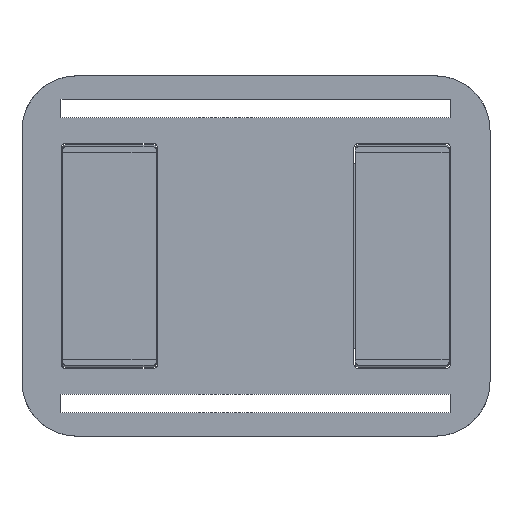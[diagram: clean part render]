
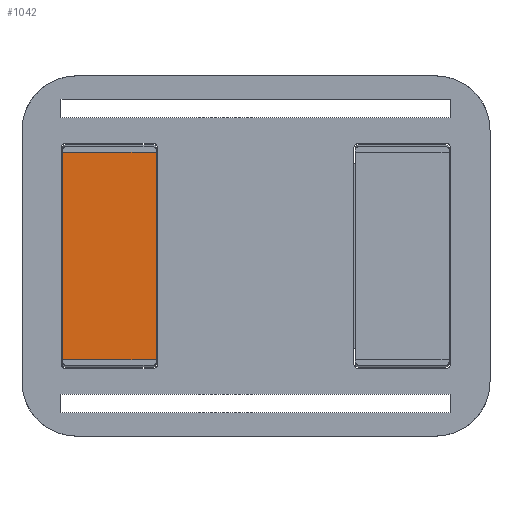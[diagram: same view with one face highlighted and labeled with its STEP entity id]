
A CAD part, front view. The second image highlights one B-rep face of the part: STEP entity #1042.
In plain terms, the highlighted planar face has unit normal (0, -1, 0).
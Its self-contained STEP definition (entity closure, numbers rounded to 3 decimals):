
#95 = VECTOR ( 'NONE', #3705, 1000. ) ;
#279 = LINE ( 'NONE', #4574, #95 ) ;
#297 = VERTEX_POINT ( 'NONE', #3745 ) ;
#595 = ORIENTED_EDGE ( 'NONE', *, *, #2516, .F. ) ;
#764 = VERTEX_POINT ( 'NONE', #3637 ) ;
#957 = DIRECTION ( 'NONE',  ( 0., 0., 1. ) ) ;
#973 = VERTEX_POINT ( 'NONE', #3084 ) ;
#1042 = ADVANCED_FACE ( 'NONE', ( #4312 ), #4861, .F. ) ;
#1248 = CARTESIAN_POINT ( 'NONE',  ( -24.8, -2., 0. ) ) ;
#1336 = CARTESIAN_POINT ( 'NONE',  ( -12.8, -2., 0. ) ) ;
#1579 = ORIENTED_EDGE ( 'NONE', *, *, #3619, .T. ) ;
#1874 = EDGE_CURVE ( 'NONE', #2617, #973, #3655, .T. ) ;
#2406 = LINE ( 'NONE', #1248, #4101 ) ;
#2516 = EDGE_CURVE ( 'NONE', #764, #297, #2406, .T. ) ;
#2564 = CARTESIAN_POINT ( 'NONE',  ( -37.55, -2., -13.3 ) ) ;
#2617 = VERTEX_POINT ( 'NONE', #3917 ) ;
#2960 = ORIENTED_EDGE ( 'NONE', *, *, #3989, .F. ) ;
#3084 = CARTESIAN_POINT ( 'NONE',  ( -12.8, -2., 13.3 ) ) ;
#3105 = VECTOR ( 'NONE', #957, 1000. ) ;
#3206 = DIRECTION ( 'NONE',  ( 0., 0., 1. ) ) ;
#3308 = LINE ( 'NONE', #2564, #4764 ) ;
#3570 = DIRECTION ( 'NONE',  ( 0., 1., 0. ) ) ;
#3619 = EDGE_CURVE ( 'NONE', #973, #297, #279, .T. ) ;
#3637 = CARTESIAN_POINT ( 'NONE',  ( -24.8, -2., -13.3 ) ) ;
#3655 = LINE ( 'NONE', #1336, #3105 ) ;
#3705 = DIRECTION ( 'NONE',  ( -1., 0., 0. ) ) ;
#3745 = CARTESIAN_POINT ( 'NONE',  ( -24.8, -2., 13.3 ) ) ;
#3917 = CARTESIAN_POINT ( 'NONE',  ( -12.8, -2., -13.3 ) ) ;
#3989 = EDGE_CURVE ( 'NONE', #2617, #764, #3308, .T. ) ;
#4005 = DIRECTION ( 'NONE',  ( 0., 0., 1. ) ) ;
#4034 = AXIS2_PLACEMENT_3D ( 'NONE', #4756, #3570, #4005 ) ;
#4081 = EDGE_LOOP ( 'NONE', ( #2960, #4310, #1579, #595 ) ) ;
#4101 = VECTOR ( 'NONE', #3206, 1000. ) ;
#4310 = ORIENTED_EDGE ( 'NONE', *, *, #1874, .T. ) ;
#4312 = FACE_OUTER_BOUND ( 'NONE', #4081, .T. ) ;
#4574 = CARTESIAN_POINT ( 'NONE',  ( -37.55, -2., 13.3 ) ) ;
#4756 = CARTESIAN_POINT ( 'NONE',  ( -37.55, -2., 0. ) ) ;
#4764 = VECTOR ( 'NONE', #4956, 1000. ) ;
#4861 = PLANE ( 'NONE',  #4034 ) ;
#4956 = DIRECTION ( 'NONE',  ( -1., 0., 0. ) ) ;
